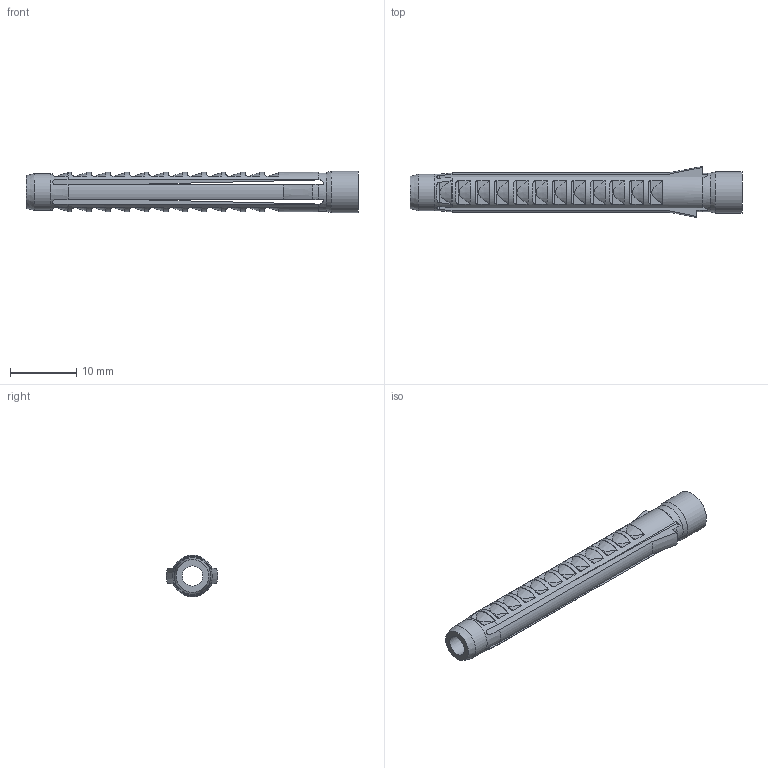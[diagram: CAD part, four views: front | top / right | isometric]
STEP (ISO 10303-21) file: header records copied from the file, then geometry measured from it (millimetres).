
FILE_DESCRIPTION(/* description */ ('STEP AP214'),/* implementation_level */ '2;1');
FILE_NAME(/* name */ 'SFS 311061',/* time_stamp */ '2022-10-20T13:43:15+02:00',/* author */ ('License CC BY-ND 4.0'),/* organization */ ('CADENAS'),/* preprocessor_version */ 'ST-DEVELOPER v18.102',/* originating_system */ 'PARTsolutions',/* authorisation */ ' ');
FILE_SCHEMA (('AUTOMOTIVE_DESIGN {1 0 10303 214 3 1 1}'));
Length unit declared in the file: millimetre
Products named in the file (1): SFS 311061
Bounding box: 50 x 7.71 x 6.26 mm (x, y, z)
Volume: 580.1 mm3; surface area: 1811.1 mm2
Topology: 1 solids, 1 shells, 169 faces, 438 edges, 290 vertices
Faces by surface type: plane 96, cylinder 43, cone 30
Full cylindrical faces by diameter (mm): 5.5 x1, 5.834 x1, 6.26 x1
Entity records: 5486 total; most frequent: CARTESIAN_POINT 1464, ORIENTED_EDGE 852, DIRECTION 764, EDGE_CURVE 426, VERTEX_POINT 286, AXIS2_PLACEMENT_3D 280, EDGE_LOOP 206, FACE_BOUND 206
